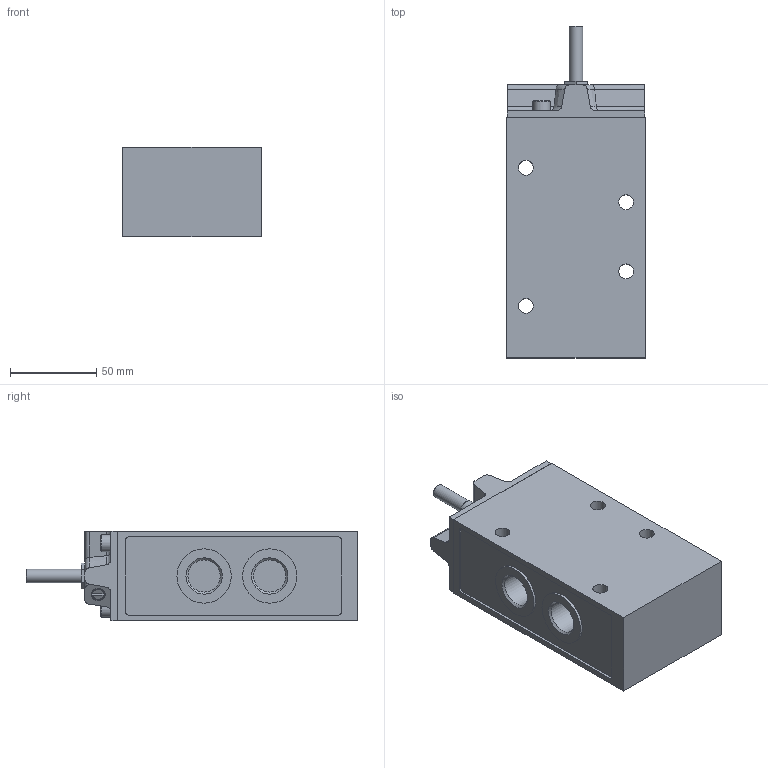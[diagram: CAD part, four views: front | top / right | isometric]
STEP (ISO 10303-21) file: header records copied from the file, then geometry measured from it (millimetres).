
FILE_DESCRIPTION(/* description */ ('STEP AP214'),/* implementation_level */ '2;1');
FILE_NAME(/* name */ '6420_MFH-5-1_2',/* time_stamp */ '2024-09-05T09:18:47+02:00',/* author */ ('License CC BY-ND 4.0'),/* organization */ ('CADENAS'),/* preprocessor_version */ 'ST-DEVELOPER v19.3',/* originating_system */ 'PARTsolutions',/* authorisation */ ' ');
FILE_SCHEMA (('AUTOMOTIVE_DESIGN {1 0 10303 214 3 1 1}'));
Length unit declared in the file: millimetre
Products named in the file (1): 6420 MFH-5-1/2
Bounding box: 80 x 192 x 52 mm (x, y, z)
Volume: 565813 mm3; surface area: 63427.5 mm2
Topology: 1 solids, 1 shells, 152 faces, 346 edges, 215 vertices
Faces by surface type: plane 72, cylinder 42, cone 32, torus 6
Full cylindrical faces by diameter (mm): 4.134 x1, 7.48 x1, 8 x1, 8.6 x4, 10 x2, 18.631 x5, 31.433 x4
Entity records: 4116 total; most frequent: CARTESIAN_POINT 796, DIRECTION 692, ORIENTED_EDGE 612, EDGE_CURVE 306, AXIS2_PLACEMENT_3D 267, FACE_BOUND 215, EDGE_LOOP 212, VERTEX_POINT 211
